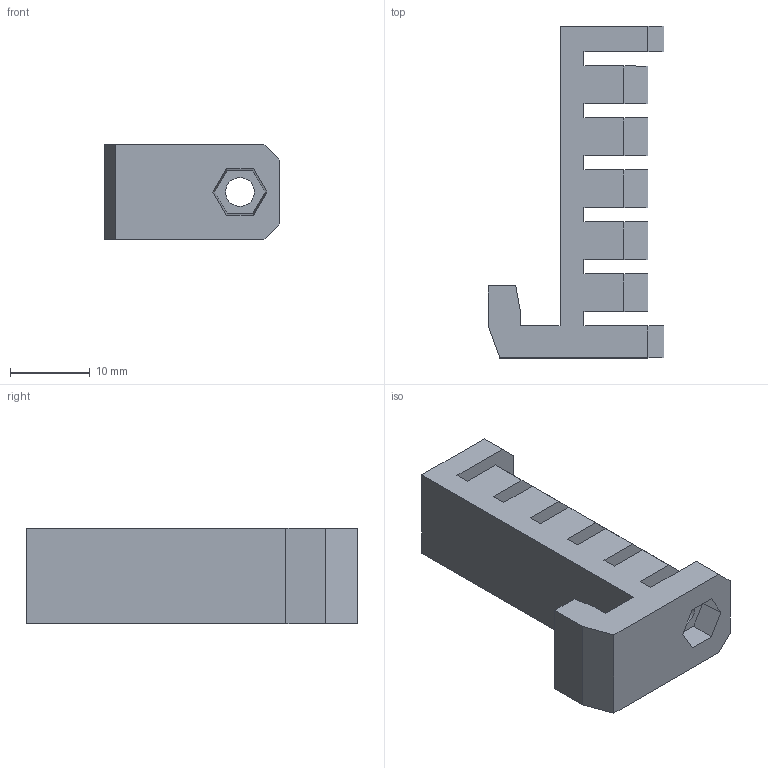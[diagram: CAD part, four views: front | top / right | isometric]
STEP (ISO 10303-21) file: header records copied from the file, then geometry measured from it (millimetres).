
FILE_DESCRIPTION(/* description */ (''),/* implementation_level */ '2;1');
FILE_NAME(/* name */ 's-buffer-spacer-hook.step',/* time_stamp */ '2019-04-03T23:52:55+02:00',/* author */ ('emanueleX4R7V'),/* organization */ (''),/* preprocessor_version */ 'ST-DEVELOPER v17.2',/* originating_system */ 'Autodesk Translation Framework v7.6.0.251',/* authorisation */ '');
FILE_SCHEMA (('AUTOMOTIVE_DESIGN { 1 0 10303 214 3 1 1 }'));
Length unit declared in the file: millimetre
Products named in the file (1): all but prisms-hook
Bounding box: 22 x 41.5 x 12 mm (x, y, z)
Volume: 4595.6 mm3; surface area: 3803.3 mm2
Topology: 1 solids, 4 shells, 84 faces, 222 edges, 148 vertices
Faces by surface type: plane 76, cylinder 8
Full cylindrical faces by diameter (mm): 3.6 x7, 7 x1
Entity records: 2670 total; most frequent: CARTESIAN_POINT 455, ORIENTED_EDGE 444, DIRECTION 408, EDGE_CURVE 222, LINE 206, VECTOR 206, VERTEX_POINT 148, AXIS2_PLACEMENT_3D 101
